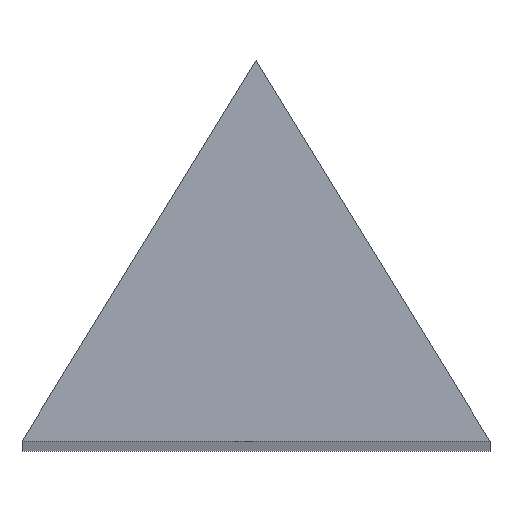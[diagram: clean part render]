
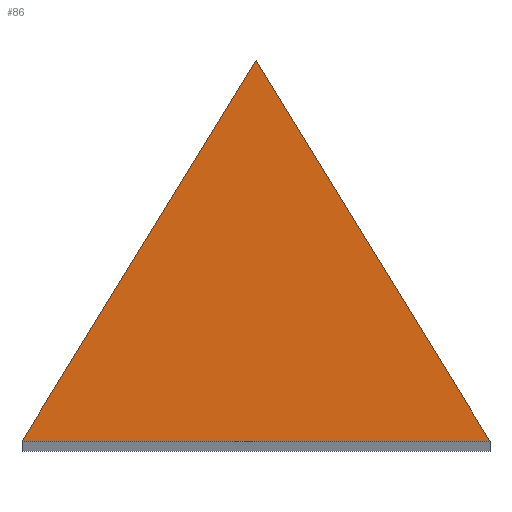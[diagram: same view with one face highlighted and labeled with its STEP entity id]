
A CAD part, top view. The second image highlights one B-rep face of the part: STEP entity #86.
In plain terms, the highlighted planar face has unit normal (0, 0, 1).
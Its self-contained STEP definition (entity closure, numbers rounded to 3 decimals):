
#20=FACE_OUTER_BOUND('',#25,.T.);
#25=EDGE_LOOP('',(#74,#75,#76));
#29=LINE('',#147,#38);
#32=LINE('',#152,#41);
#34=LINE('',#155,#43);
#38=VECTOR('',#124,10.);
#41=VECTOR('',#129,10.);
#43=VECTOR('',#133,10.);
#47=VERTEX_POINT('',#145);
#48=VERTEX_POINT('',#146);
#49=VERTEX_POINT('',#151);
#53=EDGE_CURVE('',#47,#48,#29,.T.);
#56=EDGE_CURVE('',#48,#49,#32,.T.);
#58=EDGE_CURVE('',#49,#47,#34,.T.);
#74=ORIENTED_EDGE('',*,*,#53,.F.);
#75=ORIENTED_EDGE('',*,*,#58,.F.);
#76=ORIENTED_EDGE('',*,*,#56,.F.);
#81=PLANE('',#114);
#86=ADVANCED_FACE('',(#20),#81,.T.);
#114=AXIS2_PLACEMENT_3D('',#156,#134,#135);
#124=DIRECTION('',(0.524,0.852,0.));
#129=DIRECTION('',(0.524,-0.852,0.));
#133=DIRECTION('',(-1.,0.,0.));
#134=DIRECTION('center_axis',(0.,0.,1.));
#135=DIRECTION('ref_axis',(1.,0.,0.));
#145=CARTESIAN_POINT('',(-8.,0.,50.));
#146=CARTESIAN_POINT('',(-4.,6.5,50.));
#147=CARTESIAN_POINT('',(-8.,0.,50.));
#151=CARTESIAN_POINT('',(0.,0.,50.));
#152=CARTESIAN_POINT('',(-4.,6.5,50.));
#155=CARTESIAN_POINT('',(0.,0.,50.));
#156=CARTESIAN_POINT('Origin',(-4.,2.132,50.));
